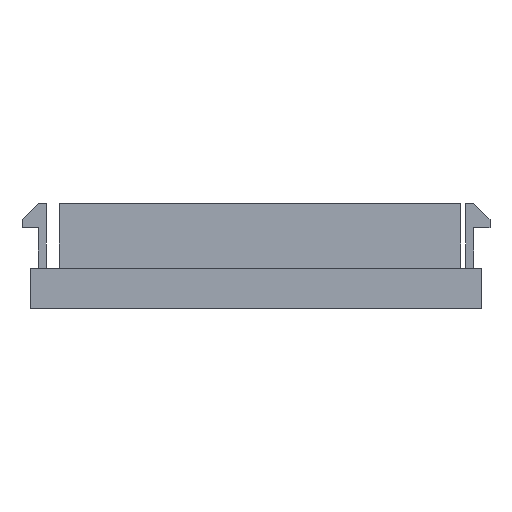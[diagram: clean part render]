
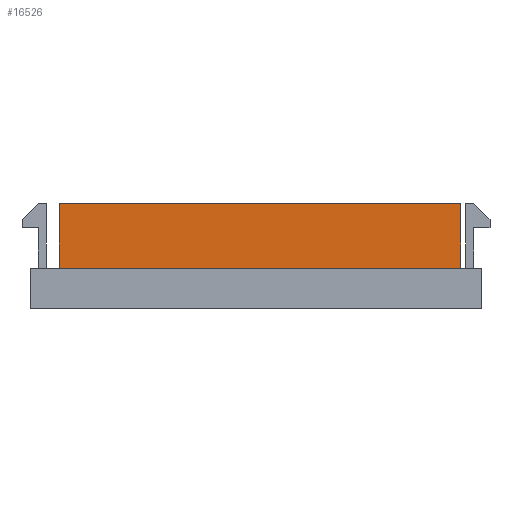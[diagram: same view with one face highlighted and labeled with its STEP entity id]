
A CAD part, front view. The second image highlights one B-rep face of the part: STEP entity #16526.
In plain terms, the highlighted planar face has unit normal (0, -1, 0).
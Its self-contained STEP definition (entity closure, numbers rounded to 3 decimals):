
#2461=FACE_OUTER_BOUND('',#3409,.T.);
#3409=EDGE_LOOP('',(#14927,#14928,#14929,#14930));
#4808=LINE('',#36289,#6226);
#4816=LINE('',#36304,#6234);
#4817=LINE('',#36306,#6235);
#4818=LINE('',#36307,#6236);
#6226=VECTOR('',#18947,10.);
#6234=VECTOR('',#18959,10.);
#6235=VECTOR('',#18962,10.);
#6236=VECTOR('',#18963,10.);
#7893=VERTEX_POINT('',#36285);
#7895=VERTEX_POINT('',#36288);
#7899=VERTEX_POINT('',#36300);
#7900=VERTEX_POINT('',#36302);
#10279=EDGE_CURVE('',#7893,#7895,#4808,.T.);
#10287=EDGE_CURVE('',#7899,#7900,#4816,.T.);
#10288=EDGE_CURVE('',#7893,#7899,#4817,.T.);
#10289=EDGE_CURVE('',#7895,#7900,#4818,.T.);
#14927=ORIENTED_EDGE('',*,*,#10288,.T.);
#14928=ORIENTED_EDGE('',*,*,#10287,.T.);
#14929=ORIENTED_EDGE('',*,*,#10289,.F.);
#14930=ORIENTED_EDGE('',*,*,#10279,.F.);
#15687=PLANE('',#16951);
#16526=ADVANCED_FACE('',(#2461),#15687,.T.);
#16951=AXIS2_PLACEMENT_3D('',#36305,#18960,#18961);
#18947=DIRECTION('',(0.,0.,1.));
#18959=DIRECTION('',(0.,0.,1.));
#18960=DIRECTION('center_axis',(0.,-1.,0.));
#18961=DIRECTION('ref_axis',(1.,0.,0.));
#18962=DIRECTION('',(1.,0.,0.));
#18963=DIRECTION('',(1.,0.,0.));
#36285=CARTESIAN_POINT('',(-24.499,-141.981,0.));
#36288=CARTESIAN_POINT('',(-24.499,-141.981,8.05));
#36289=CARTESIAN_POINT('',(-24.499,-141.981,0.));
#36300=CARTESIAN_POINT('',(25.501,-141.981,0.));
#36302=CARTESIAN_POINT('',(25.501,-141.981,8.05));
#36304=CARTESIAN_POINT('',(25.501,-141.981,0.));
#36305=CARTESIAN_POINT('Origin',(-24.499,-141.981,0.));
#36306=CARTESIAN_POINT('',(0.501,-141.981,0.));
#36307=CARTESIAN_POINT('',(0.501,-141.981,8.05));
